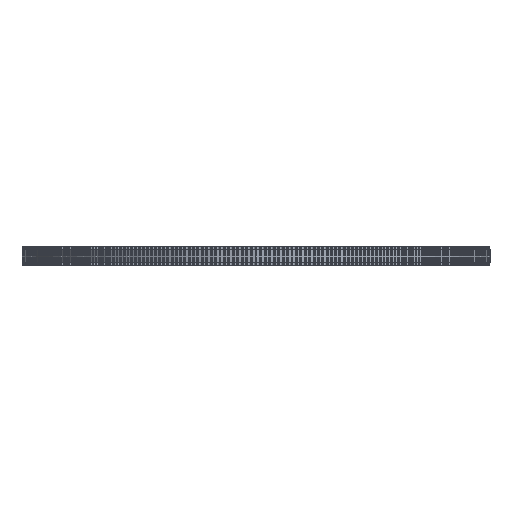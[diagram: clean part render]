
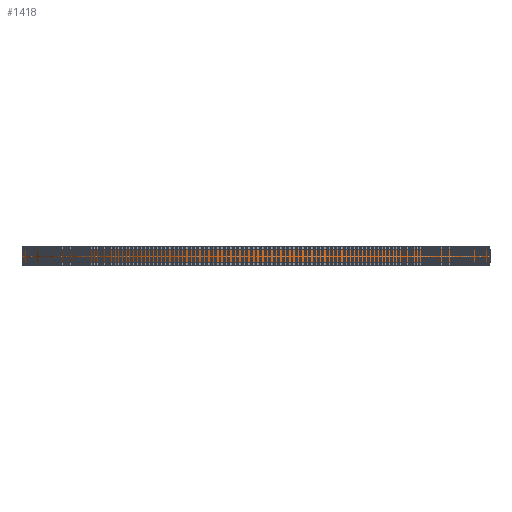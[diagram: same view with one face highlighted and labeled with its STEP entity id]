
A CAD part, front view. The second image highlights one B-rep face of the part: STEP entity #1418.
In plain terms, the highlighted cylindrical face has radius 103.132 mm (diameter 206.265 mm), a full revolution.
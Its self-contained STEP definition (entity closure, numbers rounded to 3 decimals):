
#97=FACE_BOUND('',#5312,.T.);
#98=FACE_BOUND('',#5313,.T.);
#1418=ADVANCED_FACE('',(#97,#98),#2715,.T.);
#2715=CYLINDRICAL_SURFACE('',#28655,103.132);
#5312=EDGE_LOOP('',(#15682));
#5313=EDGE_LOOP('',(#15683));
#15682=ORIENTED_EDGE('',*,*,#22166,.T.);
#15683=ORIENTED_EDGE('',*,*,#22167,.T.);
#18276=VERTEX_POINT('',#45520);
#18277=VERTEX_POINT('',#45522);
#22166=EDGE_CURVE('',#18276,#18276,#24760,.T.);
#22167=EDGE_CURVE('',#18277,#18277,#24761,.T.);
#24760=CIRCLE('',#28653,103.132);
#24761=CIRCLE('',#28654,103.132);
#28653=AXIS2_PLACEMENT_3D('',#45519,#37734,#37735);
#28654=AXIS2_PLACEMENT_3D('',#45521,#37736,#37737);
#28655=AXIS2_PLACEMENT_3D('',#45523,#37738,#37739);
#37734=DIRECTION('',(0.,0.,1.));
#37735=DIRECTION('',(1.,0.,0.));
#37736=DIRECTION('',(0.,0.,-1.));
#37737=DIRECTION('',(1.,0.,0.));
#37738=DIRECTION('',(0.,0.,1.));
#37739=DIRECTION('',(1.,0.,0.));
#45519=CARTESIAN_POINT('',(0.,0.,1.));
#45520=CARTESIAN_POINT('',(103.132,0.,1.));
#45521=CARTESIAN_POINT('',(0.,0.,7.));
#45522=CARTESIAN_POINT('',(103.132,0.,7.));
#45523=CARTESIAN_POINT('',(0.,0.,1.));
